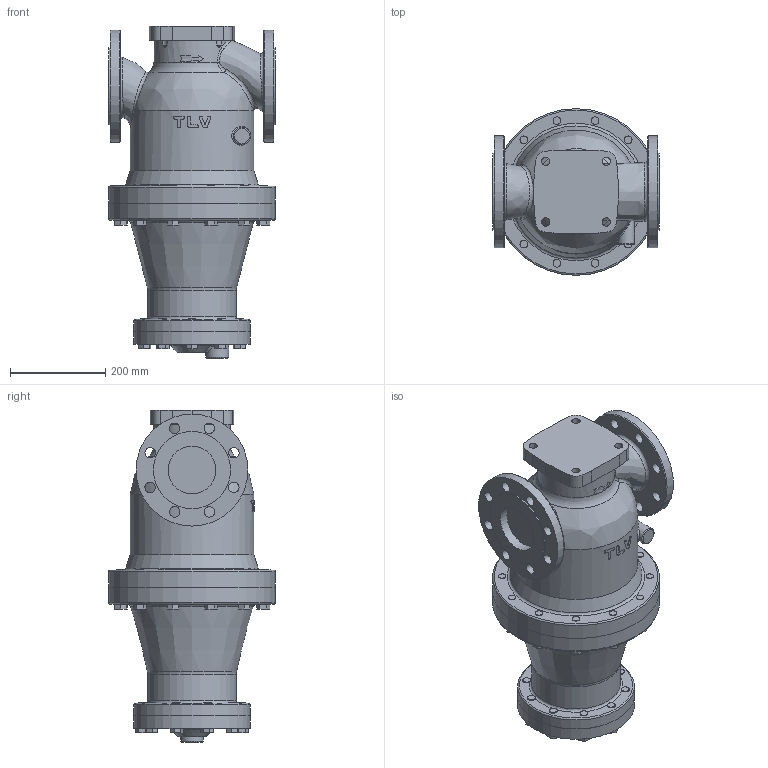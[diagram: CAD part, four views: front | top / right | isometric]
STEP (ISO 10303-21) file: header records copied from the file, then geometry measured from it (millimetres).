
FILE_DESCRIPTION(/* description */ (''),/* implementation_level */ '2;1');
FILE_NAME(/* name */ 'rcv2d-100-e0025-00.stp',/* time_stamp */ '2018-11-13T07:36:48+09:00',/* author */ ('nakaot'),/* organization */ (''),/* preprocessor_version */ 'ST-DEVELOPER v15.6',/* originating_system */ 'Autodesk Inventor 2015',/* authorisation */ '');
FILE_SCHEMA (('CONFIG_CONTROL_DESIGN'));
Length unit declared in the file: millimetre
Products named in the file (1): rcv2d-100-e0025-00
Bounding box: 350 x 350 x 697.2 mm (x, y, z)
Volume: 33930482.6 mm3; surface area: 1218351.1 mm2
Topology: 1 solids, 1 shells, 432 faces, 1078 edges, 724 vertices
Faces by surface type: plane 250, cylinder 116, bspline 43, torus 15, cone 8
Full cylindrical faces by diameter (mm): 16 x44, 17.294 x4, 17.475 x1, 18 x22, 22 x16, 36 x1, 48 x1, 100 x2, 134.946 x1, 162 x2, 176.032 x1, 186 x1, 235 x2, 245 x2, 259 x1, 350 x2
Entity records: 16155 total; most frequent: CARTESIAN_POINT 6517, DIRECTION 1868, ORIENTED_EDGE 1804, EDGE_CURVE 902, EDGE_LOOP 711, AXIS2_PLACEMENT_3D 685, VERTEX_POINT 667, LINE 498
